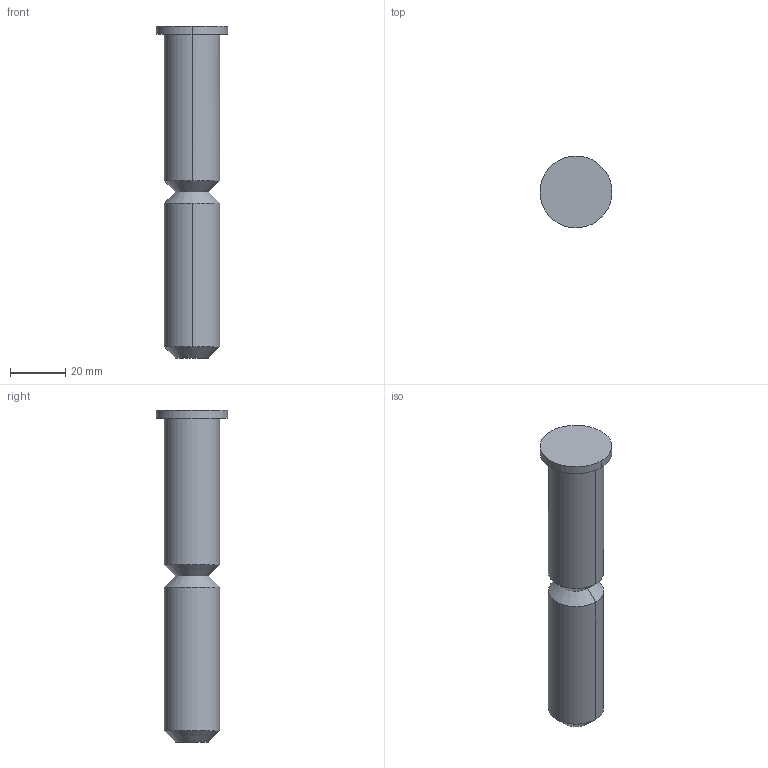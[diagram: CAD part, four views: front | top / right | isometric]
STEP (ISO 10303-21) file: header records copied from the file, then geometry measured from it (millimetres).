
FILE_DESCRIPTION(('Open CASCADE Model'),'2;1');
FILE_NAME('Open CASCADE Shape Model','2022-06-13T16:33:56',('Author'),( 'Open CASCADE'),'Open CASCADE STEP processor 7.6','Open CASCADE 7.6' ,'Unknown');
FILE_SCHEMA(('AUTOMOTIVE_DESIGN { 1 0 10303 214 1 1 1 1 }'));
Length unit declared in the file: millimetre
Products named in the file (1): Open CASCADE STEP translator 7.6 1
Bounding box: 25.98 x 26 x 120 mm (x, y, z)
Volume: 33593.1 mm3; surface area: 10575.3 mm2
Topology: 1 solids, 2 shells, 22 faces, 42 edges, 24 vertices
Faces by surface type: bspline 9, cylinder 5, cone 4, plane 4
Entity records: 1197 total; most frequent: CARTESIAN_POINT 445, DIRECTION 106, ORIENTED_EDGE 84, PCURVE 84, DEFINITIONAL_REPRESENTATION 84, LINE 49, VECTOR 49, EDGE_CURVE 42
